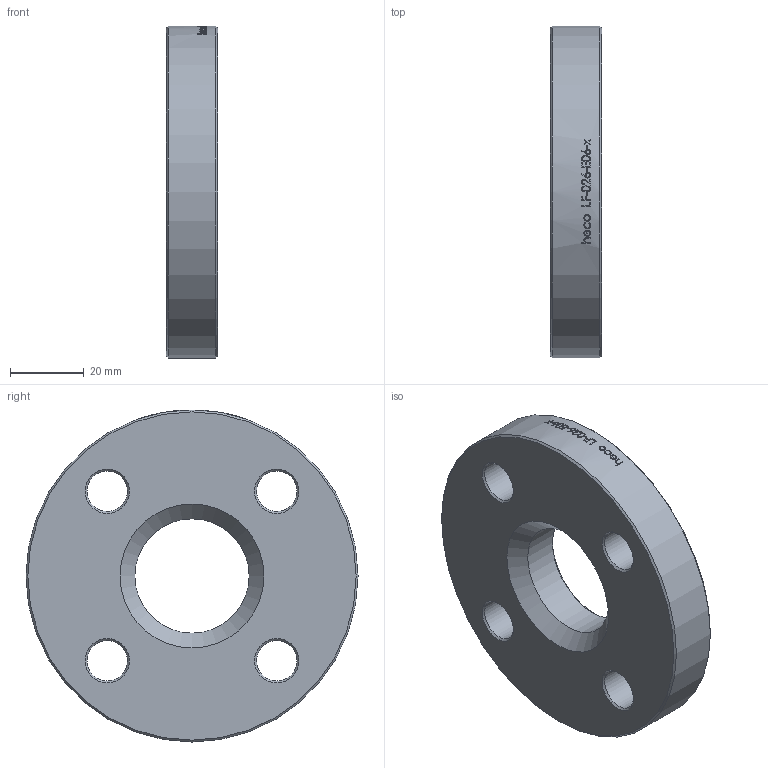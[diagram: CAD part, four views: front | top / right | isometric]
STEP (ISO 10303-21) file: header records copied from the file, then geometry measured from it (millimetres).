
FILE_DESCRIPTION (( 'STEP AP214' ), '1' );
FILE_NAME ('LF-026-E06-x Loser Flansch 2012.STEP', '2020-12-09T14:10:32', ( '' ), ( '' ), 'SwSTEP 2.0', 'SolidWorks 2019', '' );
FILE_SCHEMA (( 'AUTOMOTIVE_DESIGN' ));
Length unit declared in the file: millimetre
Products named in the file (1): LF-026-E06-x Loser Flansch 2012
Bounding box: 14 x 90 x 90 mm (x, y, z)
Volume: 72216.4 mm3; surface area: 17230.9 mm2
Topology: 1 solids, 1 shells, 42 faces, 205 edges, 186 vertices
Faces by surface type: cylinder 28, cone 12, plane 2
Full cylindrical faces by diameter (mm): 11 x4, 31 x1, 90 x1
Entity records: 4063 total; most frequent: CARTESIAN_POINT 2342, ORIENTED_EDGE 356, DIRECTION 224, VERTEX_POINT 178, EDGE_CURVE 178, AXIS2_PLACEMENT_3D 99, B_SPLINE_CURVE_WITH_KNOTS 96, EDGE_LOOP 92
